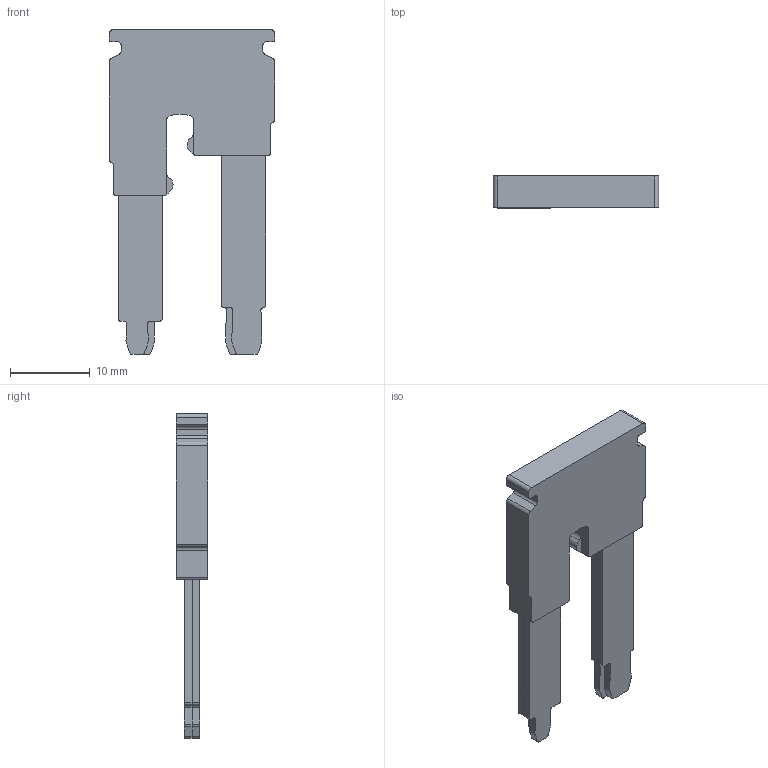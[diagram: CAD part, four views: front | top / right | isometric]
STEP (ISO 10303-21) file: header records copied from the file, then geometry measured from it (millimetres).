
FILE_DESCRIPTION(('CATIA V5R22 STEP214','CAx-IF Rec.Pracs.--- Model Styling and Organization---1.4--- 2014-01-23'),'2;1');
FILE_NAME ('031623-4_0', '2021-06-10T09:52:35+00:00', ('Weidmueller Interface'), ('Weidmueller'), 'CATIA Version 5-6 Release 2016 SP3 HF44', 'CATIA V5 STEP AP214', 'none');
FILE_SCHEMA(('AUTOMOTIVE_DESIGN { 1 0 10303 214 1 1 1 1 }'));
Length unit declared in the file: millimetre
Products named in the file (1): 32606_ZQV35-10_AllCATPart
Bounding box: 20.8 x 4 x 40.8 mm (x, y, z)
Volume: 1802.5 mm3; surface area: 2177.1 mm2
Topology: 5 solids, 5 shells, 131 faces, 363 edges, 242 vertices
Faces by surface type: plane 74, cylinder 57
Entity records: 4059 total; most frequent: ORIENTED_EDGE 726, CARTESIAN_POINT 723, DIRECTION 597, EDGE_CURVE 363, VECTOR 245, LINE 245, VERTEX_POINT 242, AXIS2_PLACEMENT_3D 236
